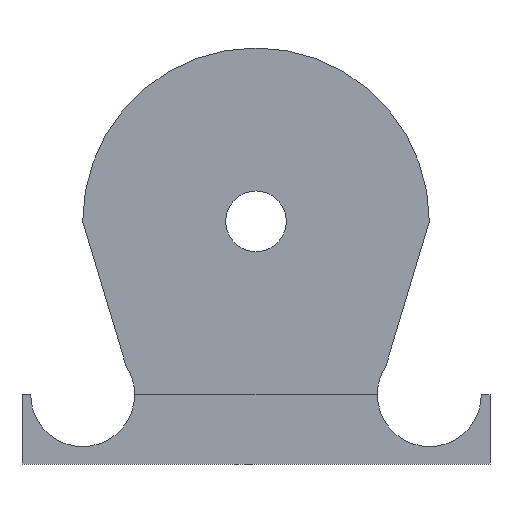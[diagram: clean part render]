
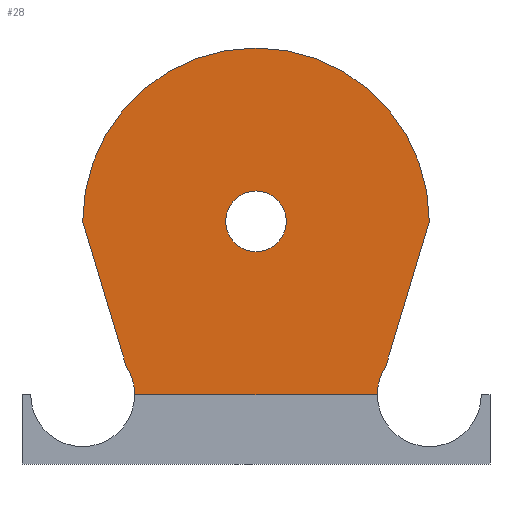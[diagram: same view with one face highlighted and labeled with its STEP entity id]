
A CAD part, front view. The second image highlights one B-rep face of the part: STEP entity #28.
In plain terms, the highlighted planar face has unit normal (0, -1, 0).
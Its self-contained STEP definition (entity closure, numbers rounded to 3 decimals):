
#28=ADVANCED_FACE('',(#66,#47),#191,.T.);
#47=FACE_OUTER_BOUND('',#70,.F.);
#66=FACE_BOUND('',#69,.F.);
#69=EDGE_LOOP('',(#97,#98));
#70=EDGE_LOOP('',(#99,#100,#101,#102,#103,#104,#105));
#97=ORIENTED_EDGE('',*,*,#290,.T.);
#98=ORIENTED_EDGE('',*,*,#289,.T.);
#99=ORIENTED_EDGE('',*,*,#288,.F.);
#100=ORIENTED_EDGE('',*,*,#285,.T.);
#101=ORIENTED_EDGE('',*,*,#299,.T.);
#102=ORIENTED_EDGE('',*,*,#293,.F.);
#103=ORIENTED_EDGE('',*,*,#295,.F.);
#104=ORIENTED_EDGE('',*,*,#297,.T.);
#105=ORIENTED_EDGE('',*,*,#277,.T.);
#191=PLANE('',#426);
#214=LINE('',#616,#245);
#215=LINE('',#625,#246);
#217=LINE('',#627,#248);
#245=VECTOR('',#479,14.);
#246=VECTOR('',#496,8.716);
#248=VECTOR('',#498,8.716);
#277=EDGE_CURVE('',#368,#373,#326,.T.);
#285=EDGE_CURVE('',#366,#360,#332,.T.);
#288=EDGE_CURVE('',#366,#373,#214,.T.);
#289=EDGE_CURVE('',#359,#358,#334,.T.);
#290=EDGE_CURVE('',#358,#359,#335,.T.);
#293=EDGE_CURVE('',#355,#354,#338,.T.);
#295=EDGE_CURVE('',#351,#355,#340,.T.);
#297=EDGE_CURVE('',#351,#368,#215,.T.);
#299=EDGE_CURVE('',#360,#354,#217,.T.);
#326=CIRCLE('',#409,3.);
#332=CIRCLE('',#415,3.);
#334=CIRCLE('',#417,1.75);
#335=CIRCLE('',#418,1.75);
#338=CIRCLE('',#421,10.);
#340=CIRCLE('',#423,10.);
#351=VERTEX_POINT('',#574);
#354=VERTEX_POINT('',#577);
#355=VERTEX_POINT('',#578);
#358=VERTEX_POINT('',#581);
#359=VERTEX_POINT('',#582);
#360=VERTEX_POINT('',#583);
#366=VERTEX_POINT('',#589);
#368=VERTEX_POINT('',#591);
#373=VERTEX_POINT('',#596);
#409=AXIS2_PLACEMENT_3D('',#605,#460,#461);
#415=AXIS2_PLACEMENT_3D('',#613,#474,#475);
#417=AXIS2_PLACEMENT_3D('',#617,#480,#481);
#418=AXIS2_PLACEMENT_3D('',#618,#482,#483);
#421=AXIS2_PLACEMENT_3D('',#621,#488,#489);
#423=AXIS2_PLACEMENT_3D('',#623,#492,#493);
#426=AXIS2_PLACEMENT_3D('',#651,#523,#524);
#460=DIRECTION('',(0.,-1.,0.));
#461=DIRECTION('',(-0.835,0.,0.55));
#474=DIRECTION('',(0.,-1.,0.));
#475=DIRECTION('',(1.,0.,0.));
#479=DIRECTION('',(1.,0.,0.));
#480=DIRECTION('',(0.,-1.,0.));
#481=DIRECTION('',(0.,0.,1.));
#482=DIRECTION('',(0.,-1.,0.));
#483=DIRECTION('',(0.,0.,-1.));
#488=DIRECTION('',(0.,-1.,0.));
#489=DIRECTION('',(0.,0.,1.));
#492=DIRECTION('',(0.,-1.,0.));
#493=DIRECTION('',(1.,0.,0.));
#496=DIRECTION('',(-0.287,0.,-0.958));
#498=DIRECTION('',(-0.287,0.,0.958));
#523=DIRECTION('',(0.,-1.,0.));
#524=DIRECTION('',(1.,0.,0.));
#574=CARTESIAN_POINT('',(170.558,-317.447,215.006));
#577=CARTESIAN_POINT('',(150.558,-317.447,215.006));
#578=CARTESIAN_POINT('',(160.558,-317.447,225.006));
#581=CARTESIAN_POINT('',(160.558,-317.447,213.256));
#582=CARTESIAN_POINT('',(160.558,-317.447,216.756));
#583=CARTESIAN_POINT('',(153.063,-317.447,206.657));
#589=CARTESIAN_POINT('',(153.558,-317.447,205.006));
#591=CARTESIAN_POINT('',(168.054,-317.447,206.657));
#596=CARTESIAN_POINT('',(167.558,-317.447,205.006));
#605=CARTESIAN_POINT('',(170.558,-317.447,205.006));
#613=CARTESIAN_POINT('',(150.558,-317.447,205.006));
#616=CARTESIAN_POINT('',(153.558,-317.447,205.006));
#617=CARTESIAN_POINT('',(160.558,-317.447,215.006));
#618=CARTESIAN_POINT('',(160.558,-317.447,215.006));
#621=CARTESIAN_POINT('',(160.558,-317.447,215.006));
#623=CARTESIAN_POINT('',(160.558,-317.447,215.006));
#625=CARTESIAN_POINT('',(170.558,-317.447,215.006));
#627=CARTESIAN_POINT('',(153.063,-317.447,206.657));
#651=CARTESIAN_POINT('',(150.358,-317.447,204.806));
